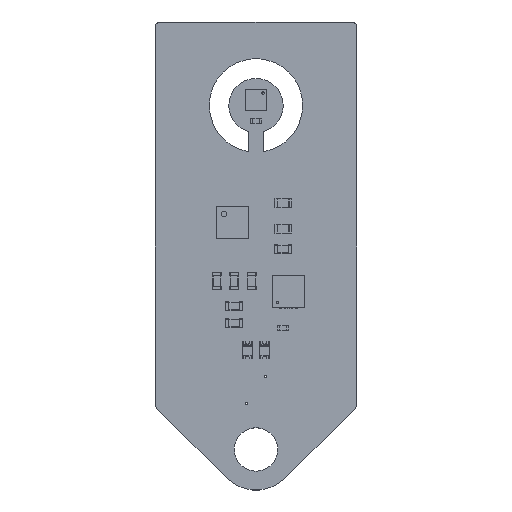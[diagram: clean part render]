
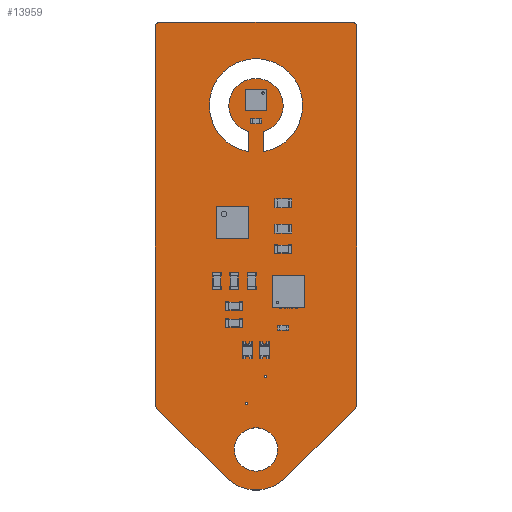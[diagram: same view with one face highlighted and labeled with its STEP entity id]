
A CAD part, top view. The second image highlights one B-rep face of the part: STEP entity #13959.
In plain terms, the highlighted planar face has unit normal (0, 0, 1).
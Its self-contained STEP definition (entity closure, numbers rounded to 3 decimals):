
#13724 = VERTEX_POINT('',#13725);
#13725 = CARTESIAN_POINT('',(8.8,21.574,0.786));
#13731 = EDGE_CURVE('',#13724,#13732,#13734,.T.);
#13732 = VERTEX_POINT('',#13733);
#13733 = CARTESIAN_POINT('',(9.3,21.074,0.786));
#13734 = CIRCLE('',#13735,0.5);
#13735 = AXIS2_PLACEMENT_3D('',#13736,#13737,#13738);
#13736 = CARTESIAN_POINT('',(8.8,21.074,0.786));
#13737 = DIRECTION('',(0.,0.,-1.));
#13738 = DIRECTION('',(0.,1.,0.));
#13766 = VERTEX_POINT('',#13767);
#13767 = CARTESIAN_POINT('',(-8.8,21.574,0.786));
#13773 = EDGE_CURVE('',#13766,#13724,#13774,.T.);
#13774 = LINE('',#13775,#13776);
#13775 = CARTESIAN_POINT('',(-8.8,21.574,0.786));
#13776 = VECTOR('',#13777,1.);
#13777 = DIRECTION('',(1.,0.,0.));
#13795 = EDGE_CURVE('',#13732,#13796,#13798,.T.);
#13796 = VERTEX_POINT('',#13797);
#13797 = CARTESIAN_POINT('',(9.3,-13.673,0.786));
#13798 = LINE('',#13799,#13800);
#13799 = CARTESIAN_POINT('',(9.3,21.074,0.786));
#13800 = VECTOR('',#13801,1.);
#13801 = DIRECTION('',(0.,-1.,0.));
#13959 = ADVANCED_FACE('',(#13960,#14023,#14034,#14045,#14056),#14092,
  .T.);
#13960 = FACE_BOUND('',#13961,.T.);
#13961 = EDGE_LOOP('',(#13962,#13963,#13964,#13973,#13981,#13990,#13998,
    #14007,#14015,#14022));
#13962 = ORIENTED_EDGE('',*,*,#13731,.F.);
#13963 = ORIENTED_EDGE('',*,*,#13773,.F.);
#13964 = ORIENTED_EDGE('',*,*,#13965,.F.);
#13965 = EDGE_CURVE('',#13966,#13766,#13968,.T.);
#13966 = VERTEX_POINT('',#13967);
#13967 = CARTESIAN_POINT('',(-9.3,21.074,0.786));
#13968 = CIRCLE('',#13969,0.5);
#13969 = AXIS2_PLACEMENT_3D('',#13970,#13971,#13972);
#13970 = CARTESIAN_POINT('',(-8.8,21.074,0.786));
#13971 = DIRECTION('',(0.,0.,-1.));
#13972 = DIRECTION('',(-1.,0.,0.));
#13973 = ORIENTED_EDGE('',*,*,#13974,.F.);
#13974 = EDGE_CURVE('',#13975,#13966,#13977,.T.);
#13975 = VERTEX_POINT('',#13976);
#13976 = CARTESIAN_POINT('',(-9.3,-13.673,0.786));
#13977 = LINE('',#13978,#13979);
#13978 = CARTESIAN_POINT('',(-9.3,-13.673,0.786));
#13979 = VECTOR('',#13980,1.);
#13980 = DIRECTION('',(0.,1.,0.));
#13981 = ORIENTED_EDGE('',*,*,#13982,.F.);
#13982 = EDGE_CURVE('',#13983,#13975,#13985,.T.);
#13983 = VERTEX_POINT('',#13984);
#13984 = CARTESIAN_POINT('',(-9.154,-14.026,0.786));
#13985 = CIRCLE('',#13986,0.5);
#13986 = AXIS2_PLACEMENT_3D('',#13987,#13988,#13989);
#13987 = CARTESIAN_POINT('',(-8.8,-13.673,0.786));
#13988 = DIRECTION('',(0.,0.,-1.));
#13989 = DIRECTION('',(-0.707,-0.707,-0.));
#13990 = ORIENTED_EDGE('',*,*,#13991,.F.);
#13991 = EDGE_CURVE('',#13992,#13983,#13994,.T.);
#13992 = VERTEX_POINT('',#13993);
#13993 = CARTESIAN_POINT('',(-2.65,-20.476,0.786));
#13994 = LINE('',#13995,#13996);
#13995 = CARTESIAN_POINT('',(-2.65,-20.476,0.786));
#13996 = VECTOR('',#13997,1.);
#13997 = DIRECTION('',(-0.71,0.704,0.));
#13998 = ORIENTED_EDGE('',*,*,#13999,.F.);
#13999 = EDGE_CURVE('',#14000,#13992,#14002,.T.);
#14000 = VERTEX_POINT('',#14001);
#14001 = CARTESIAN_POINT('',(2.65,-20.476,0.786));
#14002 = CIRCLE('',#14003,3.748);
#14003 = AXIS2_PLACEMENT_3D('',#14004,#14005,#14006);
#14004 = CARTESIAN_POINT('',(0.,-17.826,0.786));
#14005 = DIRECTION('',(-0.,0.,-1.));
#14006 = DIRECTION('',(0.707,-0.707,-0.));
#14007 = ORIENTED_EDGE('',*,*,#14008,.F.);
#14008 = EDGE_CURVE('',#14009,#14000,#14011,.T.);
#14009 = VERTEX_POINT('',#14010);
#14010 = CARTESIAN_POINT('',(9.154,-14.026,0.786));
#14011 = LINE('',#14012,#14013);
#14012 = CARTESIAN_POINT('',(9.154,-14.026,0.786));
#14013 = VECTOR('',#14014,1.);
#14014 = DIRECTION('',(-0.71,-0.704,0.));
#14015 = ORIENTED_EDGE('',*,*,#14016,.F.);
#14016 = EDGE_CURVE('',#13796,#14009,#14017,.T.);
#14017 = CIRCLE('',#14018,0.5);
#14018 = AXIS2_PLACEMENT_3D('',#14019,#14020,#14021);
#14019 = CARTESIAN_POINT('',(8.8,-13.673,0.786));
#14020 = DIRECTION('',(0.,0.,-1.));
#14021 = DIRECTION('',(1.,0.,0.));
#14022 = ORIENTED_EDGE('',*,*,#13795,.F.);
#14023 = FACE_BOUND('',#14024,.T.);
#14024 = EDGE_LOOP('',(#14025));
#14025 = ORIENTED_EDGE('',*,*,#14026,.F.);
#14026 = EDGE_CURVE('',#14027,#14027,#14029,.T.);
#14027 = VERTEX_POINT('',#14028);
#14028 = CARTESIAN_POINT('',(2.,-17.826,0.786));
#14029 = CIRCLE('',#14030,2.);
#14030 = AXIS2_PLACEMENT_3D('',#14031,#14032,#14033);
#14031 = CARTESIAN_POINT('',(0.,-17.826,0.786));
#14032 = DIRECTION('',(0.,0.,1.));
#14033 = DIRECTION('',(1.,0.,-0.));
#14034 = FACE_BOUND('',#14035,.T.);
#14035 = EDGE_LOOP('',(#14036));
#14036 = ORIENTED_EDGE('',*,*,#14037,.T.);
#14037 = EDGE_CURVE('',#14038,#14038,#14040,.T.);
#14038 = VERTEX_POINT('',#14039);
#14039 = CARTESIAN_POINT('',(-0.871,-13.726,0.786));
#14040 = CIRCLE('',#14041,0.125);
#14041 = AXIS2_PLACEMENT_3D('',#14042,#14043,#14044);
#14042 = CARTESIAN_POINT('',(-0.871,-13.601,0.786));
#14043 = DIRECTION('',(-0.,0.,-1.));
#14044 = DIRECTION('',(-0.,-1.,0.));
#14045 = FACE_BOUND('',#14046,.T.);
#14046 = EDGE_LOOP('',(#14047));
#14047 = ORIENTED_EDGE('',*,*,#14048,.T.);
#14048 = EDGE_CURVE('',#14049,#14049,#14051,.T.);
#14049 = VERTEX_POINT('',#14050);
#14050 = CARTESIAN_POINT('',(0.871,-11.226,0.786));
#14051 = CIRCLE('',#14052,0.125);
#14052 = AXIS2_PLACEMENT_3D('',#14053,#14054,#14055);
#14053 = CARTESIAN_POINT('',(0.871,-11.101,0.786));
#14054 = DIRECTION('',(-0.,0.,-1.));
#14055 = DIRECTION('',(-0.,-1.,0.));
#14056 = FACE_BOUND('',#14057,.T.);
#14057 = EDGE_LOOP('',(#14058,#14069,#14077,#14086));
#14058 = ORIENTED_EDGE('',*,*,#14059,.F.);
#14059 = EDGE_CURVE('',#14060,#14062,#14064,.T.);
#14060 = VERTEX_POINT('',#14061);
#14061 = CARTESIAN_POINT('',(0.7,9.624,0.786));
#14062 = VERTEX_POINT('',#14063);
#14063 = CARTESIAN_POINT('',(-0.7,9.624,0.786));
#14064 = CIRCLE('',#14065,4.307);
#14065 = AXIS2_PLACEMENT_3D('',#14066,#14067,#14068);
#14066 = CARTESIAN_POINT('',(0.,13.874,0.786));
#14067 = DIRECTION('',(0.,0.,1.));
#14068 = DIRECTION('',(0.163,-0.987,0.));
#14069 = ORIENTED_EDGE('',*,*,#14070,.F.);
#14070 = EDGE_CURVE('',#14071,#14060,#14073,.T.);
#14071 = VERTEX_POINT('',#14072);
#14072 = CARTESIAN_POINT('',(0.7,11.474,0.786));
#14073 = LINE('',#14074,#14075);
#14074 = CARTESIAN_POINT('',(0.7,11.474,0.786));
#14075 = VECTOR('',#14076,1.);
#14076 = DIRECTION('',(0.,-1.,0.));
#14077 = ORIENTED_EDGE('',*,*,#14078,.F.);
#14078 = EDGE_CURVE('',#14079,#14071,#14081,.T.);
#14079 = VERTEX_POINT('',#14080);
#14080 = CARTESIAN_POINT('',(-0.7,11.474,0.786));
#14081 = CIRCLE('',#14082,2.5);
#14082 = AXIS2_PLACEMENT_3D('',#14083,#14084,#14085);
#14083 = CARTESIAN_POINT('',(0.,13.874,0.786));
#14084 = DIRECTION('',(0.,0.,-1.));
#14085 = DIRECTION('',(-0.28,-0.96,-0.));
#14086 = ORIENTED_EDGE('',*,*,#14087,.F.);
#14087 = EDGE_CURVE('',#14062,#14079,#14088,.T.);
#14088 = LINE('',#14089,#14090);
#14089 = CARTESIAN_POINT('',(-0.7,9.624,0.786));
#14090 = VECTOR('',#14091,1.);
#14091 = DIRECTION('',(0.,1.,0.));
#14092 = PLANE('',#14093);
#14093 = AXIS2_PLACEMENT_3D('',#14094,#14095,#14096);
#14094 = CARTESIAN_POINT('',(0.,0.,0.786));
#14095 = DIRECTION('',(0.,0.,1.));
#14096 = DIRECTION('',(1.,0.,-0.));
